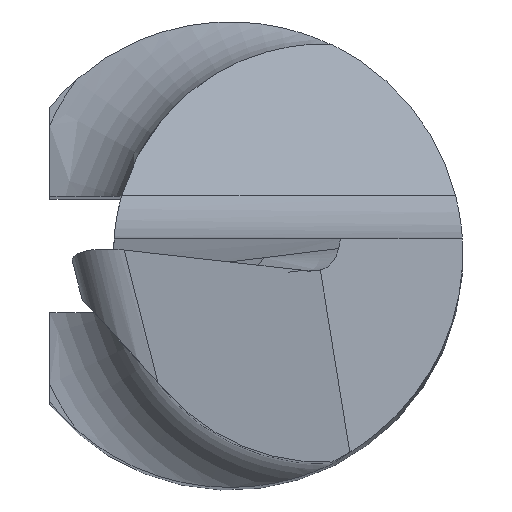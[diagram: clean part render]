
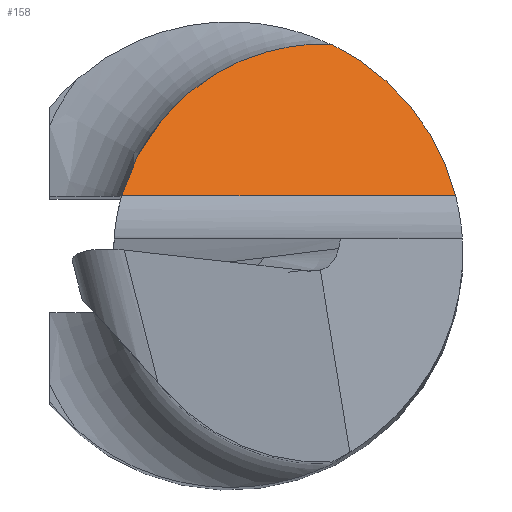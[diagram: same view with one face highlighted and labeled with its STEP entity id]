
A CAD part, top view. The second image highlights one B-rep face of the part: STEP entity #158.
In plain terms, the highlighted planar face has unit normal (0, 0.766, 0.643).
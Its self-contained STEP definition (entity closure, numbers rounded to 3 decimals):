
#38 = CARTESIAN_POINT ( 'NONE',  ( 0.775, 1.801, 19. ) ) ;
#102 = CARTESIAN_POINT ( 'NONE',  ( 0.725, 1.798, 19. ) ) ;
#126 =( BOUNDED_CURVE ( )  B_SPLINE_CURVE ( 3, ( #265, #181, #335, #816 ),
 .UNSPECIFIED., .F., .T. ) 
 B_SPLINE_CURVE_WITH_KNOTS ( ( 4, 4 ),
 ( 0.453, 1.321 ),
 .UNSPECIFIED. ) 
 CURVE ( )  GEOMETRIC_REPRESENTATION_ITEM ( )  RATIONAL_B_SPLINE_CURVE ( ( 1., 0.938, 0.938, 1. ) ) 
 REPRESENTATION_ITEM ( '' )  );
#158 = ADVANCED_FACE ( 'NONE', ( #419 ), #895, .F. ) ;
#163 = VERTEX_POINT ( 'NONE', #222 ) ;
#181 = CARTESIAN_POINT ( 'NONE',  ( 1.413, 1.537, 19.312 ) ) ;
#199 = CARTESIAN_POINT ( 'NONE',  ( -0.931, 0.494, 20.554 ) ) ;
#209 = CARTESIAN_POINT ( 'NONE',  ( -2., 0.494, 20.554 ) ) ;
#222 = CARTESIAN_POINT ( 'NONE',  ( 0.725, 1.798, 19. ) ) ;
#242 = ORIENTED_EDGE ( 'NONE', *, *, #452, .T. ) ;
#253 = CARTESIAN_POINT ( 'NONE',  ( -0.931, 0.494, 20.554 ) ) ;
#265 = CARTESIAN_POINT ( 'NONE',  ( 0.875, 1.798, 19. ) ) ;
#320 = ORIENTED_EDGE ( 'NONE', *, *, #406, .F. ) ;
#325 = DIRECTION ( 'NONE',  ( 0., 0.643, -0.766 ) ) ;
#335 = CARTESIAN_POINT ( 'NONE',  ( 1.79, 1.074, 19.864 ) ) ;
#341 = CARTESIAN_POINT ( 'NONE',  ( 1.938, 0.494, 20.554 ) ) ;
#358 = AXIS2_PLACEMENT_3D ( 'NONE', #1147, #492, #325 ) ;
#386 = CARTESIAN_POINT ( 'NONE',  ( 0.825, 1.801, 19. ) ) ;
#406 = EDGE_CURVE ( 'NONE', #163, #421, #532, .T. ) ;
#419 = FACE_OUTER_BOUND ( 'NONE', #519, .T. ) ;
#421 = VERTEX_POINT ( 'NONE', #505 ) ;
#452 = EDGE_CURVE ( 'NONE', #498, #1176, #580, .T. ) ;
#463 = DIRECTION ( 'NONE',  ( 1., 0., 0. ) ) ;
#492 = DIRECTION ( 'NONE',  ( 0., -0.766, -0.643 ) ) ;
#498 = VERTEX_POINT ( 'NONE', #199 ) ;
#505 = CARTESIAN_POINT ( 'NONE',  ( 0.875, 1.798, 19. ) ) ;
#519 = EDGE_LOOP ( 'NONE', ( #320, #726, #242, #990 ) ) ;
#532 = B_SPLINE_CURVE_WITH_KNOTS ( 'NONE', 3,
 ( #859, #38, #386, #763 ),
 .UNSPECIFIED., .F., .F.,
 ( 4, 4 ),
 ( 0., 1. ),
 .UNSPECIFIED. ) ;
#580 = LINE ( 'NONE', #209, #1138 ) ;
#720 = EDGE_CURVE ( 'NONE', #421, #1176, #126, .T. ) ;
#726 = ORIENTED_EDGE ( 'NONE', *, *, #734, .F. ) ;
#734 = EDGE_CURVE ( 'NONE', #498, #163, #1035, .T. ) ;
#763 = CARTESIAN_POINT ( 'NONE',  ( 0.875, 1.798, 19. ) ) ;
#816 = CARTESIAN_POINT ( 'NONE',  ( 1.938, 0.494, 20.554 ) ) ;
#859 = CARTESIAN_POINT ( 'NONE',  ( 0.725, 1.798, 19. ) ) ;
#895 = PLANE ( 'NONE',  #358 ) ;
#927 = CARTESIAN_POINT ( 'NONE',  ( -0.71, 1.267, 19.633 ) ) ;
#990 = ORIENTED_EDGE ( 'NONE', *, *, #720, .F. ) ;
#1035 =( BOUNDED_CURVE ( )  B_SPLINE_CURVE ( 3, ( #253, #927, #1089, #102 ),
 .UNSPECIFIED., .F., .T. ) 
 B_SPLINE_CURVE_WITH_KNOTS ( ( 4, 4 ),
 ( 4.991, 6.242 ),
 .UNSPECIFIED. ) 
 CURVE ( )  GEOMETRIC_REPRESENTATION_ITEM ( )  RATIONAL_B_SPLINE_CURVE ( ( 1., 0.874, 0.874, 1. ) ) 
 REPRESENTATION_ITEM ( '' )  );
#1089 = CARTESIAN_POINT ( 'NONE',  ( -0.078, 1.765, 19.04 ) ) ;
#1138 = VECTOR ( 'NONE', #463, 1000. ) ;
#1147 = CARTESIAN_POINT ( 'NONE',  ( -2., 0.494, 20.554 ) ) ;
#1176 = VERTEX_POINT ( 'NONE', #341 ) ;
